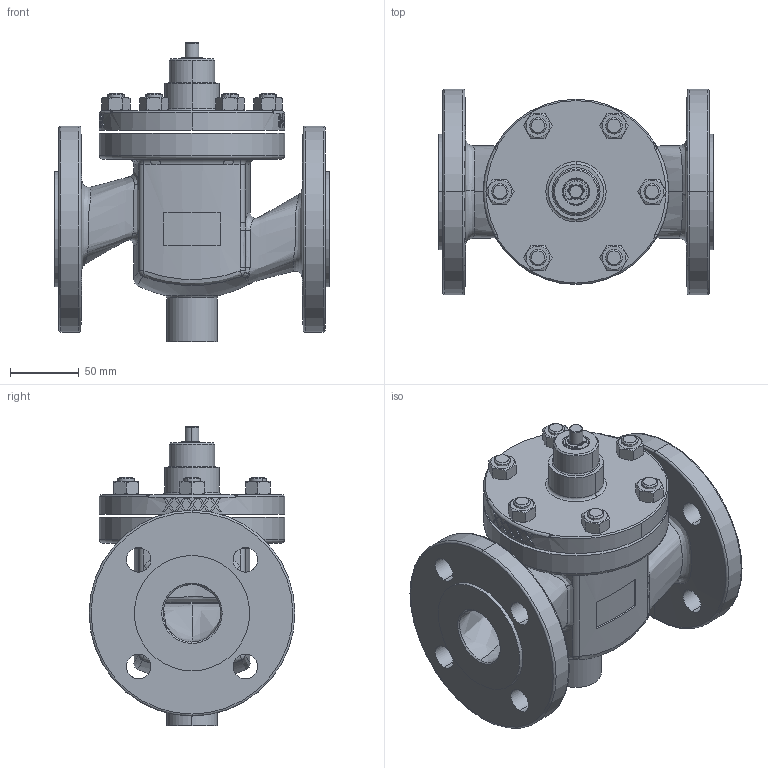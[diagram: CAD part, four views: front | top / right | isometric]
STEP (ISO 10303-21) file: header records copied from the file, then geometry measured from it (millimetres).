
FILE_DESCRIPTION (( 'STEP AP214' ), '1' );
FILE_NAME ('H1F DN40.STEP', '2015-12-21T13:28:25', ( 'Broen A/S' ), ( 'Broen A/S' ), 'SwSTEP 2.0', 'SolidWorks 2014', '' );
FILE_SCHEMA (( 'AUTOMOTIVE_DESIGN' ));
Length unit declared in the file: millimetre
Products named in the file (1): H1F DN40
Bounding box: 200 x 150 x 218.2 mm (x, y, z)
Surface area: 212396.9 mm2 (no closed solid volume)
Topology: 0 solids, 20 shells, 409 faces, 1292 edges, 881 vertices
Faces by surface type: plane 118, cylinder 100, bspline 98, torus 44, cone 43, sphere 6
Entity records: 37182 total; most frequent: CARTESIAN_POINT 22343, ORIENTED_EDGE 2205, DIRECTION 1880, EDGE_CURVE 1286, VERTEX_POINT 881, AXIS2_PLACEMENT_3D 773, EDGE_LOOP 478, CIRCLE 461
